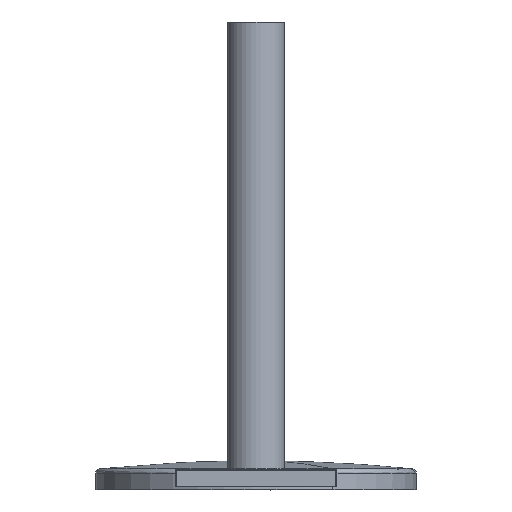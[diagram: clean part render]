
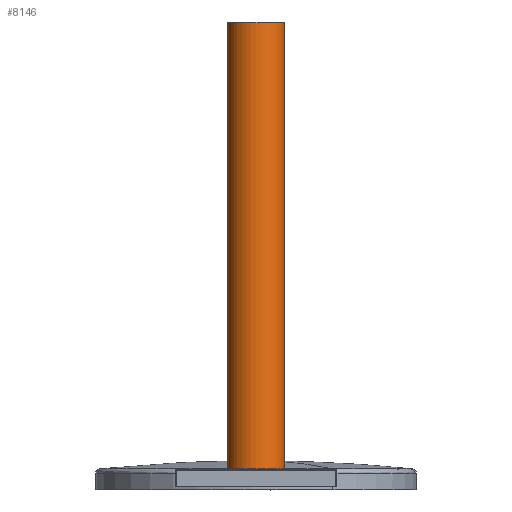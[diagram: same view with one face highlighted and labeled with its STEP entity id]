
A CAD part, top view. The second image highlights one B-rep face of the part: STEP entity #8146.
In plain terms, the highlighted cylindrical face has radius 15 mm (diameter 30 mm), a partial arc.
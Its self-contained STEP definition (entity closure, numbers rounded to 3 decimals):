
#7211=CARTESIAN_POINT(' ',(0.,-15.,0.));
#7212=VERTEX_POINT(' ',#7211);
#7216=CARTESIAN_POINT(' ',(0.,15.,0.));
#7217=VERTEX_POINT(' ',#7216);
#7231=CARTESIAN_POINT(' ',(0.,15.,0.));
#7236=DIRECTION(' ',(1.,0.,0.));
#7241=VECTOR(' ',#7236,1.);
#7246=LINE('',#7231,#7241);
#7251=CARTESIAN_POINT(' ',(231.5,15.,0.));
#7252=VERTEX_POINT(' ',#7251);
#7256=EDGE_CURVE(' ',#7217,#7252,#7246,.T.);
#7291=CARTESIAN_POINT(' ',(231.5,-15.,0.));
#7292=VERTEX_POINT(' ',#7291);
#7306=CARTESIAN_POINT(' ',(0.,-15.,0.));
#7311=DIRECTION(' ',(1.,0.,0.));
#7316=VECTOR(' ',#7311,1.);
#7321=LINE('',#7306,#7316);
#7326=EDGE_CURVE(' ',#7212,#7292,#7321,.T.);
#7921=CARTESIAN_POINT(' ',(0.,0.,0.));
#7926=DIRECTION(' ',(1.,0.,0.));
#7931=DIRECTION(' ',(0.,1.,0.));
#7936=AXIS2_PLACEMENT_3D(' ',#7921,#7926,#7931);
#7941=CIRCLE('',#7936,15.);
#7946=EDGE_CURVE(' ',#7217,#7212,#7941,.T.);
#8061=CARTESIAN_POINT(' ',(116.61,0.,0.));
#8066=DIRECTION(' ',(1.,0.,0.));
#8071=DIRECTION(' ',(0.,1.,0.));
#8076=AXIS2_PLACEMENT_3D(' ',#8061,#8066,#8071);
#8081=CYLINDRICAL_SURFACE(' ',#8076,15.);
#8086=ORIENTED_EDGE(' ',*,*,#7326,.T.);
#8091=CARTESIAN_POINT(' ',(231.5,0.,0.));
#8096=DIRECTION(' ',(1.,0.,0.));
#8101=DIRECTION(' ',(0.,1.,0.));
#8106=AXIS2_PLACEMENT_3D(' ',#8091,#8096,#8101);
#8111=CIRCLE('',#8106,15.);
#8116=EDGE_CURVE(' ',#7252,#7292,#8111,.T.);
#8121=ORIENTED_EDGE(' ',*,*,#8116,.F.);
#8126=ORIENTED_EDGE(' ',*,*,#7256,.F.);
#8131=ORIENTED_EDGE(' ',*,*,#7946,.T.);
#8136=EDGE_LOOP(' ',(#8086,#8121,#8126,#8131));
#8141=FACE_OUTER_BOUND(' ',#8136,.T.);
#8146=ADVANCED_FACE('',(#8141),#8081,.T.);
